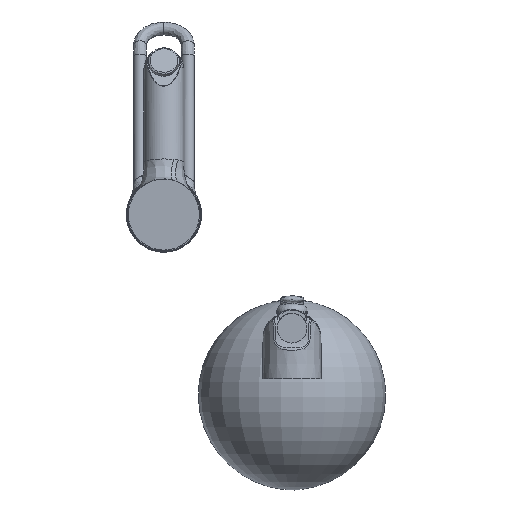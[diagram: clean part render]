
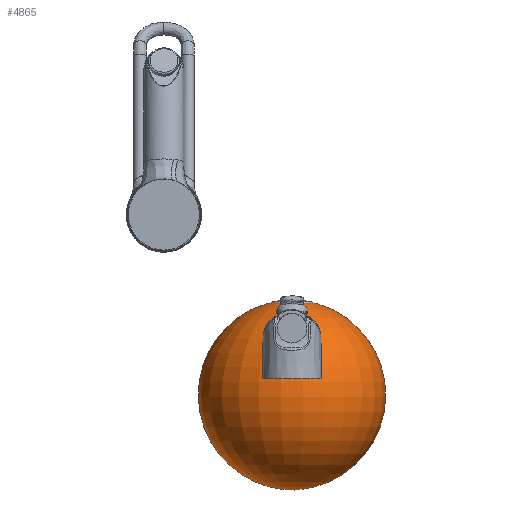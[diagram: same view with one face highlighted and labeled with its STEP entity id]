
A CAD part, front view. The second image highlights one B-rep face of the part: STEP entity #4865.
In plain terms, the highlighted toroidal (fillet/blend) face has major radius 1.046 mm and minor radius 73.572 mm.
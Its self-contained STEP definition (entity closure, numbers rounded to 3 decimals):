
#2362 = ORIENTED_EDGE ( 'NONE', *, *, #17460, .T. ) ;
#4865 = ADVANCED_FACE ( 'NONE', ( #9617 ), #13488, .T. ) ;
#6948 = DIRECTION ( 'NONE',  ( 0., 0., 1. ) ) ;
#7532 = DIRECTION ( 'NONE',  ( 0., 0., 1. ) ) ;
#8841 = VERTEX_POINT ( 'NONE', #16593 ) ;
#9617 = FACE_OUTER_BOUND ( 'NONE', #18325, .T. ) ;
#9848 = CARTESIAN_POINT ( 'NONE',  ( 99.129, 222.76, -139.562 ) ) ;
#9877 = AXIS2_PLACEMENT_3D ( 'NONE', #16214, #7532, #17701 ) ;
#12381 = AXIS2_PLACEMENT_3D ( 'NONE', #9848, #6948, #14310 ) ;
#13488 = TOROIDAL_SURFACE ( 'NONE', #12381, 1.046, 73.572 ) ;
#14310 = DIRECTION ( 'NONE',  ( 1., 0., 0. ) ) ;
#15855 = CIRCLE ( 'NONE', #9877, 14.326 ) ;
#16214 = CARTESIAN_POINT ( 'NONE',  ( 99.129, 222.76, -67.198 ) ) ;
#16593 = CARTESIAN_POINT ( 'NONE',  ( 113.454, 222.76, -67.198 ) ) ;
#17460 = EDGE_CURVE ( 'NONE', #8841, #8841, #15855, .T. ) ;
#17701 = DIRECTION ( 'NONE',  ( 1., 0., 0. ) ) ;
#18325 = EDGE_LOOP ( 'NONE', ( #2362 ) ) ;
